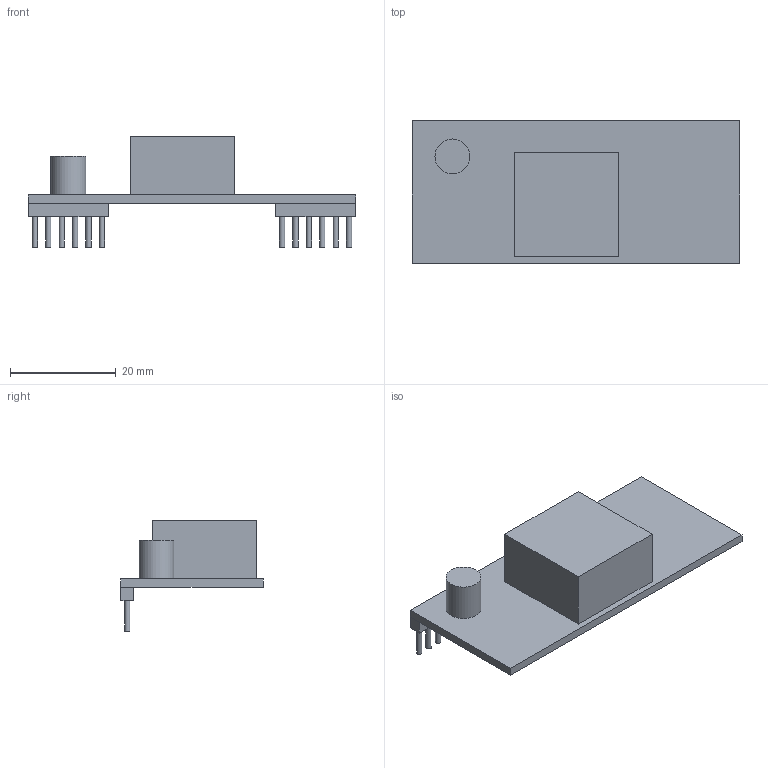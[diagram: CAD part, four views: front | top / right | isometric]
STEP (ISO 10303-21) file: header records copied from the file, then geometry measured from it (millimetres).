
FILE_DESCRIPTION(/* description */ ('STEP AP242','CAx-IF Rec.Pracs.---Representation and Presentation of Product Manufacturing Information (PMI)---4.0---2014-10-13','CAx-IF Rec.Pracs.---3D Tessellated Geometry---0.4---2014-09-14','2;1'),/* implementation_level */ '2;1');
FILE_NAME(/* name */ '654c7a9d680c8402f4eea182',/* time_stamp */ '2023-11-09T06:22:21Z',/* author */ (''),/* organization */ (''),/* preprocessor_version */ 'ST-DEVELOPER v19.4',/* originating_system */ ' ',/* authorisation */ ' ');
FILE_SCHEMA (('AP242_MANAGED_MODEL_BASED_3D_ENGINEERING_MIM_LF { 1 0 10303 442 1 1 4 }'));
Length unit declared in the file: metre
Products named in the file (5): Part 5; Part 4; Part 3; Part 2; Part 1
Bounding box: 62 x 27 x 20.9 mm (x, y, z)
Volume: 7465.6 mm3; surface area: 6047.4 mm2
Topology: 5 solids, 5 shells, 51 faces, 87 edges, 58 vertices
Faces by surface type: plane 38, cylinder 13
Full cylindrical faces by diameter (mm): 1 x12, 6.62 x1
Entity records: 1436 total; most frequent: DIRECTION 212, CARTESIAN_POINT 188, ORIENTED_EDGE 148, AXIS2_PLACEMENT_3D 82, EDGE_LOOP 76, FACE_BOUND 76, EDGE_CURVE 74, VERTEX_POINT 58
